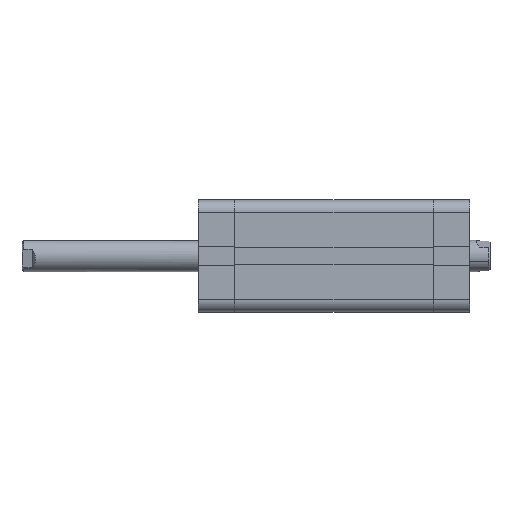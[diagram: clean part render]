
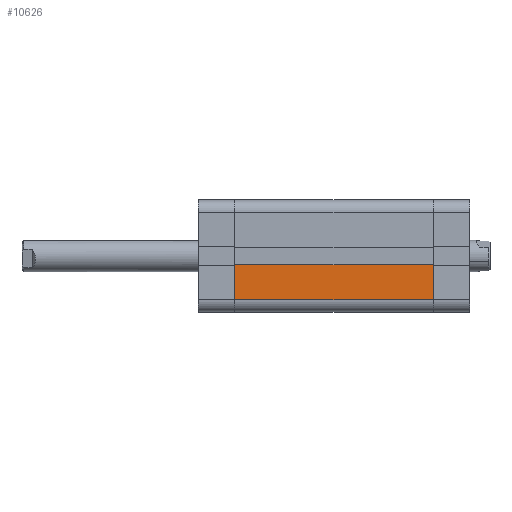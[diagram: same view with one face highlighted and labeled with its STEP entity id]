
A CAD part, front view. The second image highlights one B-rep face of the part: STEP entity #10626.
In plain terms, the highlighted planar face has unit normal (0, -1, 0).
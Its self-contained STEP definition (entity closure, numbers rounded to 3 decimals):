
#671 = DIRECTION ( 'NONE',  ( 0., 0., -1. ) ) ;
#751 = LINE ( 'NONE', #2015, #7754 ) ;
#1117 = VERTEX_POINT ( 'NONE', #8789 ) ;
#1794 = ORIENTED_EDGE ( 'NONE', *, *, #10593, .T. ) ;
#1874 = ORIENTED_EDGE ( 'NONE', *, *, #6104, .T. ) ;
#2015 = CARTESIAN_POINT ( 'NONE',  ( 0., -18., -18. ) ) ;
#2931 = CARTESIAN_POINT ( 'NONE',  ( 0., -18., -2.8 ) ) ;
#3319 = CARTESIAN_POINT ( 'NONE',  ( 63.5, -18., -18. ) ) ;
#3327 = EDGE_LOOP ( 'NONE', ( #1794, #3389, #1874, #11656 ) ) ;
#3389 = ORIENTED_EDGE ( 'NONE', *, *, #9168, .T. ) ;
#3737 = DIRECTION ( 'NONE',  ( 0., 1., 0. ) ) ;
#3810 = EDGE_CURVE ( 'NONE', #9037, #11853, #16315, .T. ) ;
#3902 = CARTESIAN_POINT ( 'NONE',  ( 63.501, -18., -2.8 ) ) ;
#4818 = DIRECTION ( 'NONE',  ( 0., 0., -1. ) ) ;
#6104 = EDGE_CURVE ( 'NONE', #1117, #11853, #9925, .T. ) ;
#6472 = VECTOR ( 'NONE', #4818, 1000. ) ;
#6565 = DIRECTION ( 'NONE',  ( -1., 0., 0. ) ) ;
#6973 = CARTESIAN_POINT ( 'NONE',  ( 63.5, -18., -14. ) ) ;
#7726 = FACE_OUTER_BOUND ( 'NONE', #3327, .T. ) ;
#7754 = VECTOR ( 'NONE', #671, 1000. ) ;
#8789 = CARTESIAN_POINT ( 'NONE',  ( 0., -18., -14. ) ) ;
#9037 = VERTEX_POINT ( 'NONE', #11832 ) ;
#9128 = AXIS2_PLACEMENT_3D ( 'NONE', #15398, #3737, #13996 ) ;
#9168 = EDGE_CURVE ( 'NONE', #15655, #1117, #751, .T. ) ;
#9925 = LINE ( 'NONE', #12427, #15440 ) ;
#10160 = DIRECTION ( 'NONE',  ( 1., 0., 0. ) ) ;
#10593 = EDGE_CURVE ( 'NONE', #9037, #15655, #12667, .T. ) ;
#10626 = ADVANCED_FACE ( 'NONE', ( #7726 ), #11565, .F. ) ;
#11565 = PLANE ( 'NONE',  #9128 ) ;
#11656 = ORIENTED_EDGE ( 'NONE', *, *, #3810, .F. ) ;
#11832 = CARTESIAN_POINT ( 'NONE',  ( 63.5, -18., -2.8 ) ) ;
#11853 = VERTEX_POINT ( 'NONE', #6973 ) ;
#12427 = CARTESIAN_POINT ( 'NONE',  ( 63.5, -18., -14. ) ) ;
#12667 = LINE ( 'NONE', #3902, #16325 ) ;
#13996 = DIRECTION ( 'NONE',  ( 0., 0., 1. ) ) ;
#15398 = CARTESIAN_POINT ( 'NONE',  ( 63.5, -18., -18. ) ) ;
#15440 = VECTOR ( 'NONE', #10160, 1000. ) ;
#15655 = VERTEX_POINT ( 'NONE', #2931 ) ;
#16315 = LINE ( 'NONE', #3319, #6472 ) ;
#16325 = VECTOR ( 'NONE', #6565, 1000. ) ;
